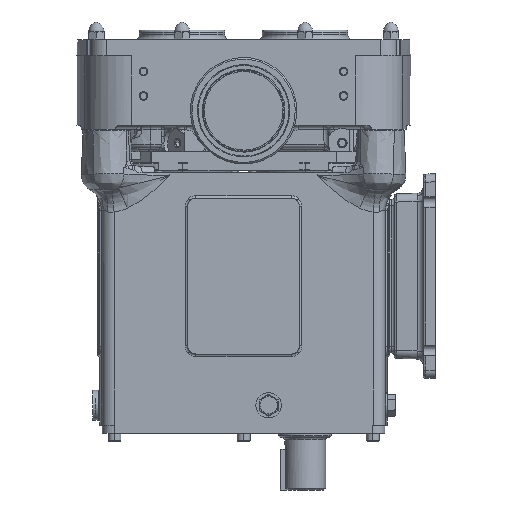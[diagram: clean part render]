
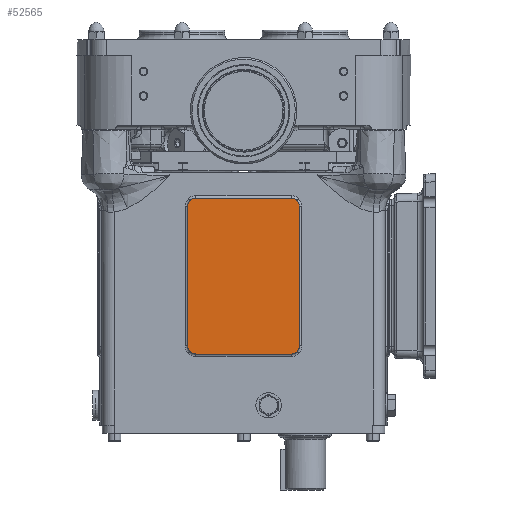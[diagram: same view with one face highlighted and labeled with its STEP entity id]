
A CAD part, left-side view. The second image highlights one B-rep face of the part: STEP entity #52565.
In plain terms, the highlighted planar face has unit normal (-1, 0, 0).
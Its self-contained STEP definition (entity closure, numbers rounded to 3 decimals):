
#688 = EDGE_CURVE ( 'NONE', #54314, #987, #61888, .T. ) ;
#742 = CARTESIAN_POINT ( 'NONE',  ( -98., -65.036, -301.492 ) ) ;
#867 = CARTESIAN_POINT ( 'NONE',  ( -98., -69.175, -291.498 ) ) ;
#987 = VERTEX_POINT ( 'NONE', #22439 ) ;
#2288 = CARTESIAN_POINT ( 'NONE',  ( -98., 59.181, -108.143 ) ) ;
#2936 = CARTESIAN_POINT ( 'NONE',  ( -98., 69.175, -112.281 ) ) ;
#4741 =( BOUNDED_CURVE ( )  B_SPLINE_CURVE ( 3, ( #2288, #63756, #2936, #18214 ),
 .UNSPECIFIED., .F., .F. ) 
 B_SPLINE_CURVE_WITH_KNOTS ( ( 4, 4 ),
 ( 5.498, 7.068 ),
 .UNSPECIFIED. ) 
 CURVE ( )  GEOMETRIC_REPRESENTATION_ITEM ( )  RATIONAL_B_SPLINE_CURVE ( ( 1., 0.805, 0.805, 1. ) ) 
 REPRESENTATION_ITEM ( '' )  );
#4936 = VECTOR ( 'NONE', #46948, 1000. ) ;
#6697 =( BOUNDED_CURVE ( )  B_SPLINE_CURVE ( 3, ( #26770, #36751, #61353, #30457 ),
 .UNSPECIFIED., .F., .F. ) 
 B_SPLINE_CURVE_WITH_KNOTS ( ( 4, 4 ),
 ( 5.498, 7.068 ),
 .UNSPECIFIED. ) 
 CURVE ( )  GEOMETRIC_REPRESENTATION_ITEM ( )  RATIONAL_B_SPLINE_CURVE ( ( 1., 0.805, 0.805, 1. ) ) 
 REPRESENTATION_ITEM ( '' )  );
#6978 = CARTESIAN_POINT ( 'NONE',  ( -98., -59.181, -301.492 ) ) ;
#8125 = VERTEX_POINT ( 'NONE', #61376 ) ;
#9229 =( BOUNDED_CURVE ( )  B_SPLINE_CURVE ( 3, ( #27819, #38789, #33805, #48099 ),
 .UNSPECIFIED., .F., .T. ) 
 B_SPLINE_CURVE_WITH_KNOTS ( ( 4, 4 ),
 ( 5.498, 7.068 ),
 .UNSPECIFIED. ) 
 CURVE ( )  GEOMETRIC_REPRESENTATION_ITEM ( )  RATIONAL_B_SPLINE_CURVE ( ( 1., 0.805, 0.805, 1. ) ) 
 REPRESENTATION_ITEM ( '' )  );
#11354 =( BOUNDED_CURVE ( )  B_SPLINE_CURVE ( 3, ( #46314, #742, #21023, #36018 ),
 .UNSPECIFIED., .F., .F. ) 
 B_SPLINE_CURVE_WITH_KNOTS ( ( 4, 4 ),
 ( 5.498, 7.068 ),
 .UNSPECIFIED. ) 
 CURVE ( )  GEOMETRIC_REPRESENTATION_ITEM ( )  RATIONAL_B_SPLINE_CURVE ( ( 1., 0.805, 0.805, 1. ) ) 
 REPRESENTATION_ITEM ( '' )  );
#11928 = EDGE_CURVE ( 'NONE', #60456, #987, #6697, .T. ) ;
#12053 = CARTESIAN_POINT ( 'NONE',  ( -98., -69.175, -301.317 ) ) ;
#12101 = ORIENTED_EDGE ( 'NONE', *, *, #16622, .T. ) ;
#12699 = VERTEX_POINT ( 'NONE', #13668 ) ;
#13668 = CARTESIAN_POINT ( 'NONE',  ( -98., 69.175, -118.137 ) ) ;
#14051 = CARTESIAN_POINT ( 'NONE',  ( -98., 90., -389.5 ) ) ;
#15943 = EDGE_CURVE ( 'NONE', #60456, #12699, #37707, .T. ) ;
#16148 = VECTOR ( 'NONE', #57996, 1000. ) ;
#16151 = ORIENTED_EDGE ( 'NONE', *, *, #57556, .F. ) ;
#16622 = EDGE_CURVE ( 'NONE', #36541, #8125, #9229, .T. ) ;
#16920 = EDGE_CURVE ( 'NONE', #54314, #43265, #11354, .T. ) ;
#17403 = CARTESIAN_POINT ( 'NONE',  ( -98., 69.175, -291.498 ) ) ;
#18214 = CARTESIAN_POINT ( 'NONE',  ( -98., 69.175, -118.137 ) ) ;
#21023 = CARTESIAN_POINT ( 'NONE',  ( -98., -69.175, -297.354 ) ) ;
#22439 = CARTESIAN_POINT ( 'NONE',  ( -98., 59.181, -301.492 ) ) ;
#24705 = PLANE ( 'NONE',  #41409 ) ;
#24863 = ORIENTED_EDGE ( 'NONE', *, *, #11928, .T. ) ;
#26386 = CARTESIAN_POINT ( 'NONE',  ( -98., -69.175, -118.137 ) ) ;
#26770 = CARTESIAN_POINT ( 'NONE',  ( -98., 69.175, -291.498 ) ) ;
#27819 = CARTESIAN_POINT ( 'NONE',  ( -98., -69.175, -118.137 ) ) ;
#30345 = DIRECTION ( 'NONE',  ( 0., 0., -1. ) ) ;
#30457 = CARTESIAN_POINT ( 'NONE',  ( -98., 59.181, -301.492 ) ) ;
#30659 = ORIENTED_EDGE ( 'NONE', *, *, #59829, .T. ) ;
#31635 = CARTESIAN_POINT ( 'NONE',  ( -98., 69., -301.492 ) ) ;
#32029 = DIRECTION ( 'NONE',  ( 0., 0., -1. ) ) ;
#33805 = CARTESIAN_POINT ( 'NONE',  ( -98., -65.036, -108.143 ) ) ;
#34291 = EDGE_LOOP ( 'NONE', ( #30659, #46302, #24863, #52411, #43010, #16151, #12101, #37740 ) ) ;
#34294 = CARTESIAN_POINT ( 'NONE',  ( -98., 69.175, -301.317 ) ) ;
#36018 = CARTESIAN_POINT ( 'NONE',  ( -98., -69.175, -291.498 ) ) ;
#36541 = VERTEX_POINT ( 'NONE', #26386 ) ;
#36751 = CARTESIAN_POINT ( 'NONE',  ( -98., 69.175, -297.354 ) ) ;
#37707 = LINE ( 'NONE', #34294, #16148 ) ;
#37740 = ORIENTED_EDGE ( 'NONE', *, *, #50957, .F. ) ;
#38276 = CARTESIAN_POINT ( 'NONE',  ( -98., 59.181, -108.143 ) ) ;
#38789 = CARTESIAN_POINT ( 'NONE',  ( -98., -69.175, -112.281 ) ) ;
#39974 = VERTEX_POINT ( 'NONE', #38276 ) ;
#41409 = AXIS2_PLACEMENT_3D ( 'NONE', #14051, #65550, #30345 ) ;
#43010 = ORIENTED_EDGE ( 'NONE', *, *, #16920, .T. ) ;
#43265 = VERTEX_POINT ( 'NONE', #867 ) ;
#44999 = FACE_OUTER_BOUND ( 'NONE', #34291, .T. ) ;
#46302 = ORIENTED_EDGE ( 'NONE', *, *, #15943, .F. ) ;
#46314 = CARTESIAN_POINT ( 'NONE',  ( -98., -59.181, -301.492 ) ) ;
#46948 = DIRECTION ( 'NONE',  ( 0., 1., 0. ) ) ;
#47653 = LINE ( 'NONE', #12053, #48187 ) ;
#48099 = CARTESIAN_POINT ( 'NONE',  ( -98., -59.181, -108.143 ) ) ;
#48187 = VECTOR ( 'NONE', #32029, 1000. ) ;
#48875 = DIRECTION ( 'NONE',  ( 0., -1., 0. ) ) ;
#49743 = VECTOR ( 'NONE', #48875, 1000. ) ;
#50957 = EDGE_CURVE ( 'NONE', #39974, #8125, #54212, .T. ) ;
#52411 = ORIENTED_EDGE ( 'NONE', *, *, #688, .F. ) ;
#52565 = ADVANCED_FACE ( 'NONE', ( #44999 ), #24705, .F. ) ;
#54212 = LINE ( 'NONE', #58536, #49743 ) ;
#54314 = VERTEX_POINT ( 'NONE', #6978 ) ;
#57556 = EDGE_CURVE ( 'NONE', #36541, #43265, #47653, .T. ) ;
#57996 = DIRECTION ( 'NONE',  ( 0., 0., 1. ) ) ;
#58536 = CARTESIAN_POINT ( 'NONE',  ( -98., 69., -108.143 ) ) ;
#59829 = EDGE_CURVE ( 'NONE', #39974, #12699, #4741, .T. ) ;
#60456 = VERTEX_POINT ( 'NONE', #17403 ) ;
#61353 = CARTESIAN_POINT ( 'NONE',  ( -98., 65.036, -301.492 ) ) ;
#61376 = CARTESIAN_POINT ( 'NONE',  ( -98., -59.181, -108.143 ) ) ;
#61888 = LINE ( 'NONE', #31635, #4936 ) ;
#63756 = CARTESIAN_POINT ( 'NONE',  ( -98., 65.036, -108.143 ) ) ;
#65550 = DIRECTION ( 'NONE',  ( 1., 0., 0. ) ) ;
